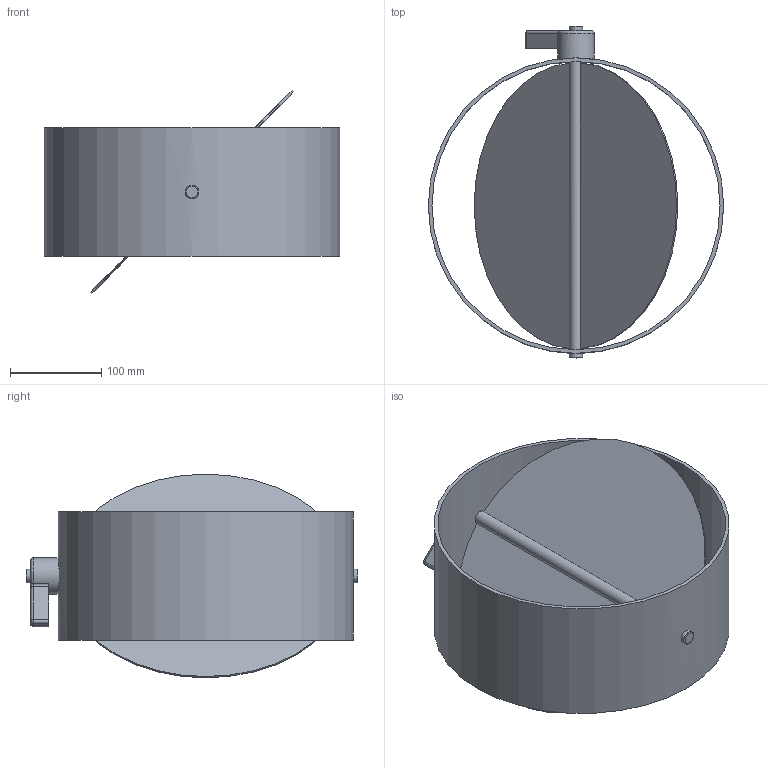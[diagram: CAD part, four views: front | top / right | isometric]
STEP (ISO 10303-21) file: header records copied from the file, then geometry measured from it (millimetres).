
FILE_DESCRIPTION (( 'STEP AP203' ), '1' );
FILE_NAME ('1SE2041_F542A-SERR-TARATURA_40.STEP', '2022-03-10T11:09:33', ( '' ), ( '' ), 'SwSTEP 2.0', 'SolidWorks 2018', '' );
FILE_SCHEMA (( 'CONFIG_CONTROL_DESIGN' ));
Length unit declared in the file: millimetre
Products named in the file (1): 1SE2041_F542A-SERR-TARATURA_40
Bounding box: 323 x 363 x 222.61 mm (x, y, z)
Volume: 811380.2 mm3; surface area: 455391.4 mm2
Topology: 1 solids, 1 shells, 35 faces, 78 edges, 46 vertices
Faces by surface type: cylinder 15, plane 13, torus 5, sphere 2
Full cylindrical faces by diameter (mm): 15 x3, 40 x1, 315 x1, 323 x1
Entity records: 1316 total; most frequent: CARTESIAN_POINT 514, DIRECTION 161, ORIENTED_EDGE 126, AXIS2_PLACEMENT_3D 70, EDGE_CURVE 63, EDGE_LOOP 52, FACE_OUTER_BOUND 43, VERTEX_POINT 43
